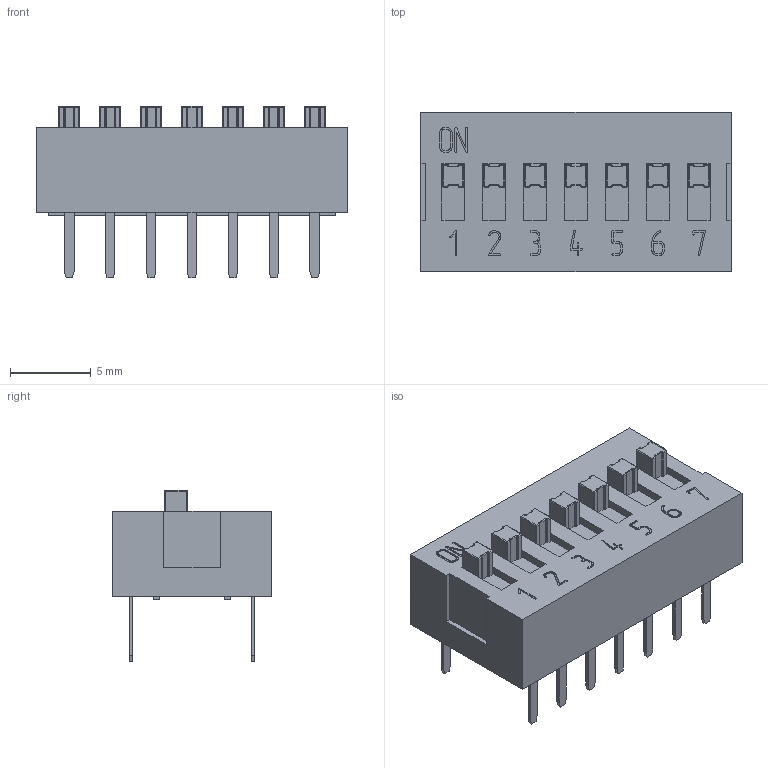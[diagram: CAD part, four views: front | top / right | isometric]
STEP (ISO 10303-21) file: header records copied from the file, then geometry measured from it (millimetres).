
FILE_DESCRIPTION(('STEP AP214'), '1');
FILE_NAME('DS1040 (DIP_switch)', '2018-05-03T07:34:57', ('Chugay'), (''), 'ASCON STEP Converter 1.3', 'ASCON Math Kernel', '');
FILE_SCHEMA(('AUTOMOTIVE_DESIGN { 1 0 10303 214 3 1 1}'));
Length unit declared in the file: millimetre
Bounding box: 19.24 x 9.9 x 10.65 mm (x, y, z)
Volume: 1015.8 mm3; surface area: 903.8 mm2
Topology: 1 solids, 1 shells, 984 faces, 2683 edges, 1686 vertices
Faces by surface type: plane 600, cylinder 300, sphere 56, torus 28
Entity records: 38295 total; most frequent: CARTESIAN_POINT 5298, ORIENTED_EDGE 5254, DIRECTION 5253, EDGE_CURVE 2627, LINE 1971, VECTOR 1971, VERTEX_POINT 1686, AXIS2_PLACEMENT_3D 1641
